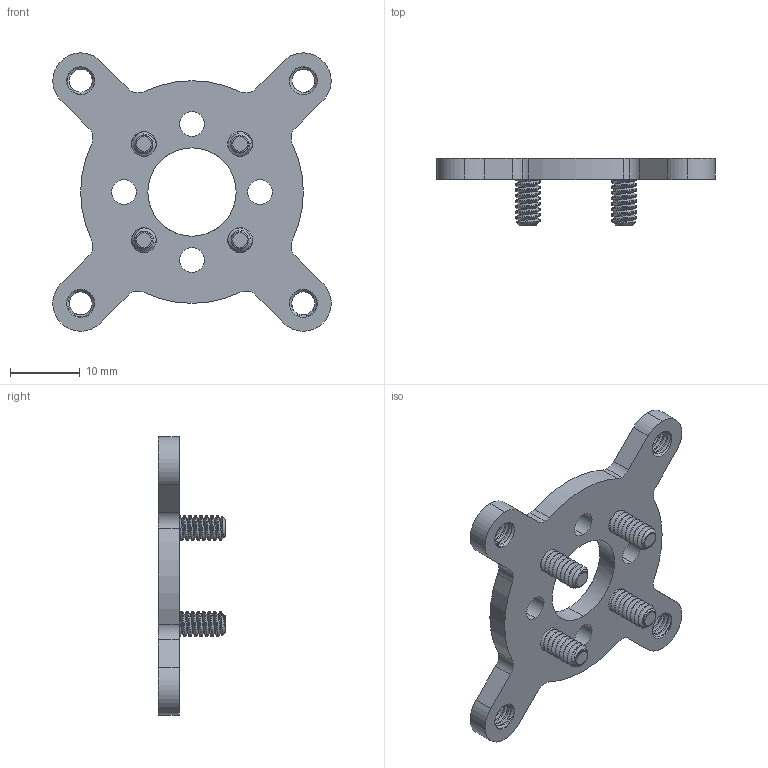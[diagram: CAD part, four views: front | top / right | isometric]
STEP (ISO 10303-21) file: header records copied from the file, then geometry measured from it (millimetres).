
FILE_DESCRIPTION (( 'STEP AP203' ), '1' );
FILE_NAME ('1206-0032-0005 assembly.STEP', '2018-07-12T20:34:31', ( '' ), ( '' ), 'SwSTEP 2.0', 'SolidWorks 2016', '' );
FILE_SCHEMA (( 'CONFIG_CONTROL_DESIGN' ));
Length unit declared in the file: millimetre
Products named in the file (3): 1206-0032-0005 assembly; 1206-0032-0005 screw_90273A146; 1206-0032-0005
Assembly tree (5 placements, depth 2):
  1206-0032-0005 assembly
    1206-0032-0005
    1206-0032-0005 screw_90273A146  x4
Bounding box: 39.99 x 9.64 x 39.98 mm (x, y, z)
Volume: 2872.6 mm3; surface area: 3680 mm2
Topology: 5 solids, 5 shells, 869 faces, 2119 edges, 1252 vertices
Faces by surface type: cylinder 297, bspline 228, cone 94, torus 88, plane 82, sphere 80
Entity records: 22643 total; most frequent: CARTESIAN_POINT 14809, ORIENTED_EDGE 1738, DIRECTION 1443, EDGE_CURVE 869, AXIS2_PLACEMENT_3D 604, VERTEX_POINT 532, EDGE_LOOP 361, FACE_OUTER_BOUND 338
